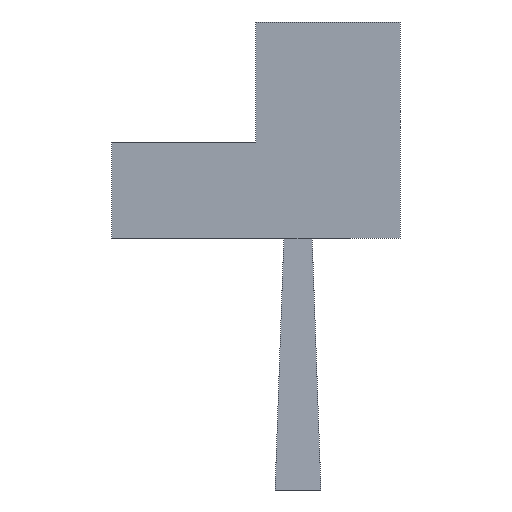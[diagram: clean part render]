
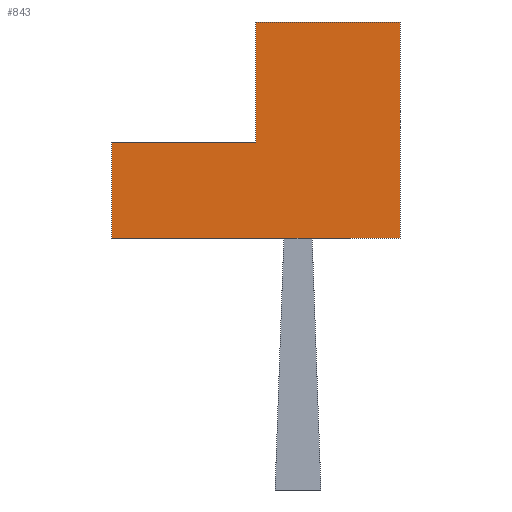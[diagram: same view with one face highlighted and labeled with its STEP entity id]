
A CAD part, left-side view. The second image highlights one B-rep face of the part: STEP entity #843.
In plain terms, the highlighted planar face has unit normal (-1, 0, 0).
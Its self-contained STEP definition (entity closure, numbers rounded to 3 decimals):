
#69=FACE_OUTER_BOUND('',#117,.T.);
#117=EDGE_LOOP('',(#705,#706,#707,#708,#709,#710));
#207=LINE('',#1312,#317);
#212=LINE('',#1321,#322);
#215=LINE('',#1327,#325);
#220=LINE('',#1336,#330);
#221=LINE('',#1338,#331);
#222=LINE('',#1339,#332);
#317=VECTOR('',#1076,10.);
#322=VECTOR('',#1083,10.);
#325=VECTOR('',#1088,10.);
#330=VECTOR('',#1095,10.);
#331=VECTOR('',#1098,10.);
#332=VECTOR('',#1099,10.);
#405=VERTEX_POINT('',#1309);
#406=VERTEX_POINT('',#1311);
#407=VERTEX_POINT('',#1317);
#409=VERTEX_POINT('',#1320);
#411=VERTEX_POINT('',#1326);
#414=VERTEX_POINT('',#1334);
#507=EDGE_CURVE('',#405,#406,#207,.T.);
#512=EDGE_CURVE('',#407,#409,#212,.T.);
#515=EDGE_CURVE('',#409,#411,#215,.T.);
#520=EDGE_CURVE('',#407,#414,#220,.T.);
#521=EDGE_CURVE('',#411,#405,#221,.T.);
#522=EDGE_CURVE('',#406,#414,#222,.T.);
#705=ORIENTED_EDGE('',*,*,#521,.F.);
#706=ORIENTED_EDGE('',*,*,#515,.F.);
#707=ORIENTED_EDGE('',*,*,#512,.F.);
#708=ORIENTED_EDGE('',*,*,#520,.T.);
#709=ORIENTED_EDGE('',*,*,#522,.F.);
#710=ORIENTED_EDGE('',*,*,#507,.F.);
#798=PLANE('',#909);
#843=ADVANCED_FACE('',(#69),#798,.T.);
#909=AXIS2_PLACEMENT_3D('',#1337,#1096,#1097);
#1076=DIRECTION('',(0.,1.,0.));
#1083=DIRECTION('',(0.,0.,1.));
#1088=DIRECTION('',(0.,-1.,0.));
#1095=DIRECTION('',(0.,1.,0.));
#1096=DIRECTION('center_axis',(-1.,0.,0.));
#1097=DIRECTION('ref_axis',(0.,0.,1.));
#1098=DIRECTION('',(0.,0.,-1.));
#1099=DIRECTION('',(0.,0.,1.));
#1309=CARTESIAN_POINT('',(-50.,0.,0.));
#1311=CARTESIAN_POINT('',(-50.,12.,0.));
#1312=CARTESIAN_POINT('',(-50.,0.,0.));
#1317=CARTESIAN_POINT('',(-50.,6.,4.));
#1320=CARTESIAN_POINT('',(-50.,6.,9.));
#1321=CARTESIAN_POINT('',(-50.,6.,4.));
#1326=CARTESIAN_POINT('',(-50.,0.,9.));
#1327=CARTESIAN_POINT('',(-50.,0.,9.));
#1334=CARTESIAN_POINT('',(-50.,12.,4.));
#1336=CARTESIAN_POINT('',(-50.,0.,4.));
#1337=CARTESIAN_POINT('Origin',(-50.,0.,0.));
#1338=CARTESIAN_POINT('',(-50.,0.,4.));
#1339=CARTESIAN_POINT('',(-50.,12.,4.));
